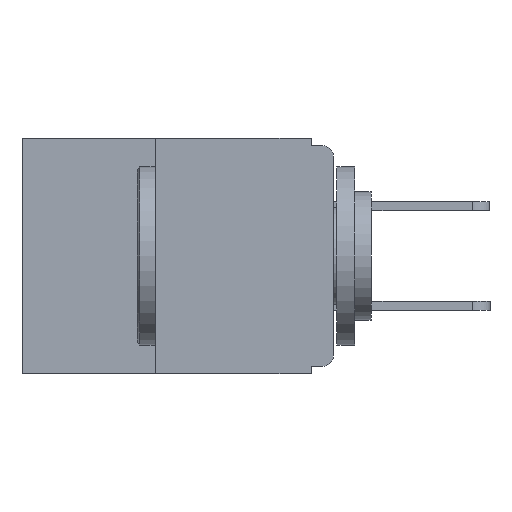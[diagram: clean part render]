
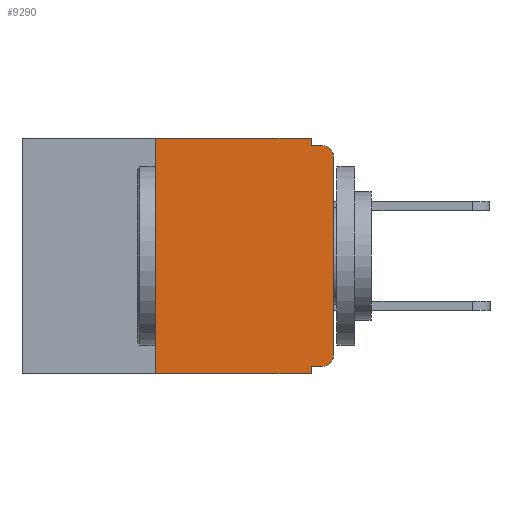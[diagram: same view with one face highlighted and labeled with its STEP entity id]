
A CAD part, left-side view. The second image highlights one B-rep face of the part: STEP entity #9290.
In plain terms, the highlighted planar face has unit normal (-1, 0, 0).
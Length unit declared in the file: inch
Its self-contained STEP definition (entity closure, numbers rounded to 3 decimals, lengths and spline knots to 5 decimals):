
#95 = CARTESIAN_POINT ( 'NONE',  ( 0., 0.015, -0.32 ) ) ;
#202 = CARTESIAN_POINT ( 'NONE',  ( 0., 0., -0.305 ) ) ;
#337 = CARTESIAN_POINT ( 'NONE',  ( 0., 0.437, 0. ) ) ;
#439 = LINE ( 'NONE', #11072, #13570 ) ;
#519 = VERTEX_POINT ( 'NONE', #4682 ) ;
#1049 = LINE ( 'NONE', #8827, #5169 ) ;
#1193 = CARTESIAN_POINT ( 'NONE',  ( 0., 0.25, -0.33 ) ) ;
#1349 = CARTESIAN_POINT ( 'NONE',  ( 0., 0.437, -0.33 ) ) ;
#1897 = CARTESIAN_POINT ( 'NONE',  ( 0., 0.031, -0.33 ) ) ;
#2153 = VERTEX_POINT ( 'NONE', #202 ) ;
#2211 = VERTEX_POINT ( 'NONE', #2534 ) ;
#2534 = CARTESIAN_POINT ( 'NONE',  ( 0., 0.031, 0. ) ) ;
#2771 = CIRCLE ( 'NONE', #18410, 0.015 ) ;
#2833 = CARTESIAN_POINT ( 'NONE',  ( 0., 0.015, -0.025 ) ) ;
#3093 = VECTOR ( 'NONE', #15006, 39.37008 ) ;
#3508 = VECTOR ( 'NONE', #16326, 39.37008 ) ;
#3907 = VERTEX_POINT ( 'NONE', #1193 ) ;
#3953 = CARTESIAN_POINT ( 'NONE',  ( 0., 0.031, -0.32 ) ) ;
#3996 = DIRECTION ( 'NONE',  ( 1., 0., 0. ) ) ;
#4029 = EDGE_LOOP ( 'NONE', ( #14329, #14343, #14827, #15139, #15605, #15993, #16325, #16876, #16914, #16938 ) ) ;
#4089 = VECTOR ( 'NONE', #12778, 39.37008 ) ;
#4157 = VERTEX_POINT ( 'NONE', #10596 ) ;
#4181 = EDGE_CURVE ( 'NONE', #2153, #19601, #1049, .T. ) ;
#4438 = VERTEX_POINT ( 'NONE', #3953 ) ;
#4526 = CARTESIAN_POINT ( 'NONE',  ( 0., 0., -0.32 ) ) ;
#4599 = DIRECTION ( 'NONE',  ( 0., 0., -1. ) ) ;
#4682 = CARTESIAN_POINT ( 'NONE',  ( 0., 0.25, 0. ) ) ;
#5105 = FACE_OUTER_BOUND ( 'NONE', #4029, .T. ) ;
#5169 = VECTOR ( 'NONE', #8446, 39.37008 ) ;
#6097 = CARTESIAN_POINT ( 'NONE',  ( 0., 0.031, -0.01 ) ) ;
#6909 = DIRECTION ( 'NONE',  ( 0., 0., -1. ) ) ;
#6958 = DIRECTION ( 'NONE',  ( -1., 0., 0. ) ) ;
#6962 = CARTESIAN_POINT ( 'NONE',  ( 0., 0.015, -0.305 ) ) ;
#7502 = EDGE_CURVE ( 'NONE', #7913, #2153, #8407, .T. ) ;
#7642 = LINE ( 'NONE', #1349, #3093 ) ;
#7913 = VERTEX_POINT ( 'NONE', #95 ) ;
#7998 = EDGE_CURVE ( 'NONE', #4438, #13426, #20273, .T. ) ;
#8407 = CIRCLE ( 'NONE', #11181, 0.015 ) ;
#8446 = DIRECTION ( 'NONE',  ( 0., 0., 1. ) ) ;
#8703 = EDGE_CURVE ( 'NONE', #9451, #4157, #11238, .T. ) ;
#8827 = CARTESIAN_POINT ( 'NONE',  ( 0., 0., 0. ) ) ;
#9081 = PLANE ( 'NONE',  #16536 ) ;
#9290 = ADVANCED_FACE ( 'NONE', ( #5105 ), #9081, .F. ) ;
#9451 = VERTEX_POINT ( 'NONE', #6097 ) ;
#9549 = CARTESIAN_POINT ( 'NONE',  ( 0., 0., -0.025 ) ) ;
#10596 = CARTESIAN_POINT ( 'NONE',  ( 0., 0.015, -0.01 ) ) ;
#11072 = CARTESIAN_POINT ( 'NONE',  ( 0., 0.25, -0.33 ) ) ;
#11181 = AXIS2_PLACEMENT_3D ( 'NONE', #6962, #6958, #6909 ) ;
#11238 = LINE ( 'NONE', #11373, #19498 ) ;
#11356 = DIRECTION ( 'NONE',  ( 0., -1., 0. ) ) ;
#11373 = CARTESIAN_POINT ( 'NONE',  ( 0., 0., -0.01 ) ) ;
#12703 = CARTESIAN_POINT ( 'NONE',  ( 0., 0.437, 0. ) ) ;
#12778 = DIRECTION ( 'NONE',  ( 0., -1., 0. ) ) ;
#13407 = VECTOR ( 'NONE', #17934, 39.37008 ) ;
#13426 = VERTEX_POINT ( 'NONE', #1897 ) ;
#13570 = VECTOR ( 'NONE', #17665, 39.37008 ) ;
#13878 = CARTESIAN_POINT ( 'NONE',  ( 0., 0.031, -0.33 ) ) ;
#14329 = ORIENTED_EDGE ( 'NONE', *, *, #4181, .T. ) ;
#14343 = ORIENTED_EDGE ( 'NONE', *, *, #20238, .T. ) ;
#14720 = DIRECTION ( 'NONE',  ( -1., 0., 0. ) ) ;
#14806 = DIRECTION ( 'NONE',  ( 0., 0., -1. ) ) ;
#14827 = ORIENTED_EDGE ( 'NONE', *, *, #8703, .F. ) ;
#15006 = DIRECTION ( 'NONE',  ( 0., -1., 0. ) ) ;
#15139 = ORIENTED_EDGE ( 'NONE', *, *, #20665, .F. ) ;
#15605 = ORIENTED_EDGE ( 'NONE', *, *, #21616, .F. ) ;
#15791 = DIRECTION ( 'NONE',  ( 0., 0., -1. ) ) ;
#15826 = EDGE_CURVE ( 'NONE', #3907, #13426, #7642, .T. ) ;
#15993 = ORIENTED_EDGE ( 'NONE', *, *, #18266, .F. ) ;
#16325 = ORIENTED_EDGE ( 'NONE', *, *, #15826, .T. ) ;
#16326 = DIRECTION ( 'NONE',  ( 0., 1., 0. ) ) ;
#16462 = LINE ( 'NONE', #4526, #3508 ) ;
#16536 = AXIS2_PLACEMENT_3D ( 'NONE', #337, #3996, #15791 ) ;
#16876 = ORIENTED_EDGE ( 'NONE', *, *, #7998, .F. ) ;
#16914 = ORIENTED_EDGE ( 'NONE', *, *, #18355, .F. ) ;
#16938 = ORIENTED_EDGE ( 'NONE', *, *, #7502, .T. ) ;
#17665 = DIRECTION ( 'NONE',  ( 0., 0., 1. ) ) ;
#17934 = DIRECTION ( 'NONE',  ( 0., 0., -1. ) ) ;
#18266 = EDGE_CURVE ( 'NONE', #3907, #519, #439, .T. ) ;
#18355 = EDGE_CURVE ( 'NONE', #7913, #4438, #16462, .T. ) ;
#18410 = AXIS2_PLACEMENT_3D ( 'NONE', #2833, #14720, #4599 ) ;
#19498 = VECTOR ( 'NONE', #11356, 39.37008 ) ;
#19601 = VERTEX_POINT ( 'NONE', #9549 ) ;
#19784 = VECTOR ( 'NONE', #14806, 39.37008 ) ;
#20238 = EDGE_CURVE ( 'NONE', #19601, #4157, #2771, .T. ) ;
#20273 = LINE ( 'NONE', #13878, #19784 ) ;
#20665 = EDGE_CURVE ( 'NONE', #2211, #9451, #21066, .T. ) ;
#20770 = LINE ( 'NONE', #12703, #4089 ) ;
#21066 = LINE ( 'NONE', #21158, #13407 ) ;
#21158 = CARTESIAN_POINT ( 'NONE',  ( 0., 0.031, 0. ) ) ;
#21616 = EDGE_CURVE ( 'NONE', #519, #2211, #20770, .T. ) ;
